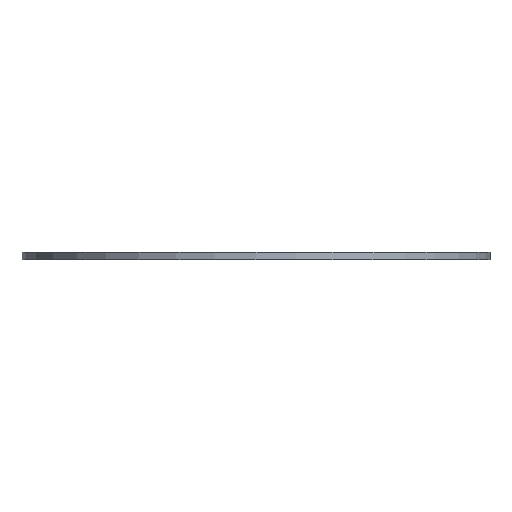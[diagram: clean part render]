
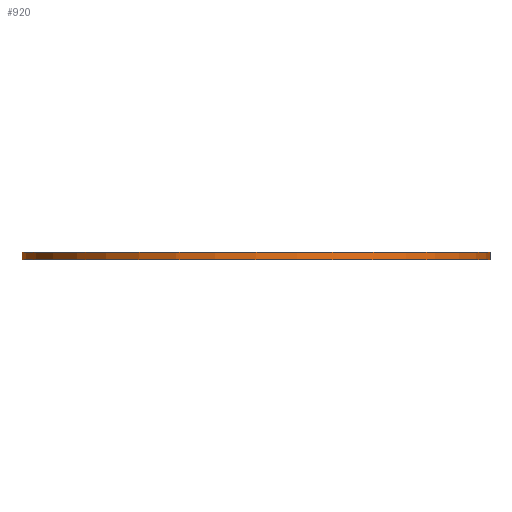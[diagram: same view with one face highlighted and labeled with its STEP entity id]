
A CAD part, front view. The second image highlights one B-rep face of the part: STEP entity #920.
In plain terms, the highlighted cylindrical face has radius 100 mm (diameter 200 mm), a full revolution.
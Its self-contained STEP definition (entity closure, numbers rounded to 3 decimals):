
#139=FACE_OUTER_BOUND('',#217,.T.);
#217=EDGE_LOOP('',(#800,#801,#802,#803));
#296=LINE('',#1578,#337);
#337=VECTOR('',#1333,100.);
#404=CIRCLE('',#1039,100.);
#413=CIRCLE('',#1053,100.);
#482=VERTEX_POINT('',#1550);
#491=VERTEX_POINT('',#1577);
#594=EDGE_CURVE('',#482,#482,#404,.T.);
#607=EDGE_CURVE('',#482,#491,#296,.T.);
#608=EDGE_CURVE('',#491,#491,#413,.T.);
#800=ORIENTED_EDGE('',*,*,#594,.F.);
#801=ORIENTED_EDGE('',*,*,#607,.T.);
#802=ORIENTED_EDGE('',*,*,#608,.F.);
#803=ORIENTED_EDGE('',*,*,#607,.F.);
#880=CYLINDRICAL_SURFACE('',#1052,100.);
#920=ADVANCED_FACE('',(#139),#880,.T.);
#1039=AXIS2_PLACEMENT_3D('',#1551,#1301,#1302);
#1052=AXIS2_PLACEMENT_3D('',#1576,#1331,#1332);
#1053=AXIS2_PLACEMENT_3D('',#1579,#1334,#1335);
#1301=DIRECTION('center_axis',(0.,0.,-1.));
#1302=DIRECTION('ref_axis',(1.,0.,0.));
#1331=DIRECTION('center_axis',(0.,0.,-1.));
#1332=DIRECTION('ref_axis',(1.,0.,0.));
#1333=DIRECTION('',(0.,0.,1.));
#1334=DIRECTION('center_axis',(0.,0.,1.));
#1335=DIRECTION('ref_axis',(1.,0.,0.));
#1550=CARTESIAN_POINT('',(-100.,0.,-3.));
#1551=CARTESIAN_POINT('Origin',(0.,0.,-3.));
#1576=CARTESIAN_POINT('Origin',(0.,0.,0.));
#1577=CARTESIAN_POINT('',(-100.,0.,0.));
#1578=CARTESIAN_POINT('',(-100.,0.,0.));
#1579=CARTESIAN_POINT('Origin',(0.,0.,0.));
